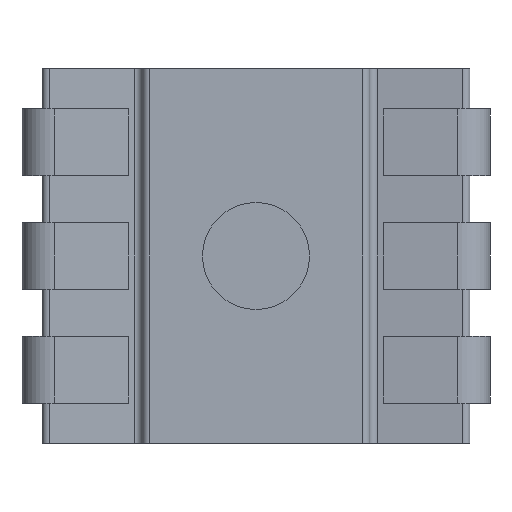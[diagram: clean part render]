
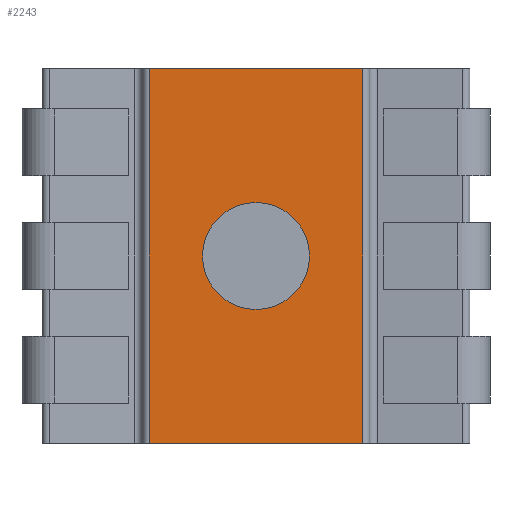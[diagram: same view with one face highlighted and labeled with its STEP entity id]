
A CAD part, front view. The second image highlights one B-rep face of the part: STEP entity #2243.
In plain terms, the highlighted planar face has unit normal (0, -1, 0).
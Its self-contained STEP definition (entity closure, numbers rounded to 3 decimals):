
#163 = ORIENTED_EDGE ( 'NONE', *, *, #3242, .F. ) ;
#263 = CARTESIAN_POINT ( 'NONE',  ( 0., -0.85, 0. ) ) ;
#289 = EDGE_CURVE ( 'NONE', #3164, #1510, #1931, .T. ) ;
#326 = VERTEX_POINT ( 'NONE', #2063 ) ;
#343 = EDGE_CURVE ( 'NONE', #326, #4312, #471, .T. ) ;
#471 = LINE ( 'NONE', #1716, #1816 ) ;
#473 = AXIS2_PLACEMENT_3D ( 'NONE', #2046, #4605, #2403 ) ;
#705 = AXIS2_PLACEMENT_3D ( 'NONE', #2848, #2527, #3253 ) ;
#722 = CARTESIAN_POINT ( 'NONE',  ( -0.8, -0.85, -1.4 ) ) ;
#795 = ORIENTED_EDGE ( 'NONE', *, *, #343, .F. ) ;
#863 = PLANE ( 'NONE',  #2701 ) ;
#970 = CARTESIAN_POINT ( 'NONE',  ( -0.8, -0.85, -1.4 ) ) ;
#1036 = LINE ( 'NONE', #3971, #2862 ) ;
#1510 = VERTEX_POINT ( 'NONE', #3635 ) ;
#1553 = FACE_OUTER_BOUND ( 'NONE', #3210, .T. ) ;
#1643 = DIRECTION ( 'NONE',  ( 0., 1., 0. ) ) ;
#1680 = ORIENTED_EDGE ( 'NONE', *, *, #3181, .F. ) ;
#1685 = EDGE_CURVE ( 'NONE', #4312, #2850, #2868, .T. ) ;
#1716 = CARTESIAN_POINT ( 'NONE',  ( -1.6, -0.85, -1.4 ) ) ;
#1787 = DIRECTION ( 'NONE',  ( 1., 0., 0. ) ) ;
#1813 = DIRECTION ( 'NONE',  ( 0., 0., 1. ) ) ;
#1816 = VECTOR ( 'NONE', #3912, 1000. ) ;
#1931 = CIRCLE ( 'NONE', #473, 0.4 ) ;
#2046 = CARTESIAN_POINT ( 'NONE',  ( 0., -0.85, 0. ) ) ;
#2063 = CARTESIAN_POINT ( 'NONE',  ( 0.8, -0.85, -1.4 ) ) ;
#2202 = CARTESIAN_POINT ( 'NONE',  ( 0., -0.85, -0.4 ) ) ;
#2243 = ADVANCED_FACE ( 'NONE', ( #4365, #1553 ), #863, .F. ) ;
#2248 = CIRCLE ( 'NONE', #705, 0.4 ) ;
#2297 = EDGE_LOOP ( 'NONE', ( #2898, #1680 ) ) ;
#2341 = VERTEX_POINT ( 'NONE', #3628 ) ;
#2355 = DIRECTION ( 'NONE',  ( 0., 0., 1. ) ) ;
#2403 = DIRECTION ( 'NONE',  ( 0., 0., -1. ) ) ;
#2527 = DIRECTION ( 'NONE',  ( 0., -1., 0. ) ) ;
#2635 = LINE ( 'NONE', #4564, #3500 ) ;
#2701 = AXIS2_PLACEMENT_3D ( 'NONE', #263, #1643, #2355 ) ;
#2848 = CARTESIAN_POINT ( 'NONE',  ( 0., -0.85, 0. ) ) ;
#2850 = VERTEX_POINT ( 'NONE', #4020 ) ;
#2862 = VECTOR ( 'NONE', #1787, 1000. ) ;
#2868 = LINE ( 'NONE', #970, #4716 ) ;
#2898 = ORIENTED_EDGE ( 'NONE', *, *, #289, .F. ) ;
#3063 = EDGE_CURVE ( 'NONE', #326, #2341, #2635, .T. ) ;
#3164 = VERTEX_POINT ( 'NONE', #2202 ) ;
#3181 = EDGE_CURVE ( 'NONE', #1510, #3164, #2248, .T. ) ;
#3210 = EDGE_LOOP ( 'NONE', ( #163, #3993, #795, #3799 ) ) ;
#3242 = EDGE_CURVE ( 'NONE', #2850, #2341, #1036, .T. ) ;
#3253 = DIRECTION ( 'NONE',  ( 0., 0., -1. ) ) ;
#3500 = VECTOR ( 'NONE', #1813, 1000. ) ;
#3628 = CARTESIAN_POINT ( 'NONE',  ( 0.8, -0.85, 1.4 ) ) ;
#3635 = CARTESIAN_POINT ( 'NONE',  ( 0., -0.85, 0.4 ) ) ;
#3799 = ORIENTED_EDGE ( 'NONE', *, *, #3063, .T. ) ;
#3899 = DIRECTION ( 'NONE',  ( 0., 0., 1. ) ) ;
#3912 = DIRECTION ( 'NONE',  ( -1., 0., 0. ) ) ;
#3971 = CARTESIAN_POINT ( 'NONE',  ( -1.6, -0.85, 1.4 ) ) ;
#3993 = ORIENTED_EDGE ( 'NONE', *, *, #1685, .F. ) ;
#4020 = CARTESIAN_POINT ( 'NONE',  ( -0.8, -0.85, 1.4 ) ) ;
#4312 = VERTEX_POINT ( 'NONE', #722 ) ;
#4365 = FACE_BOUND ( 'NONE', #2297, .T. ) ;
#4564 = CARTESIAN_POINT ( 'NONE',  ( 0.8, -0.85, -1.4 ) ) ;
#4605 = DIRECTION ( 'NONE',  ( 0., -1., 0. ) ) ;
#4716 = VECTOR ( 'NONE', #3899, 1000. ) ;
